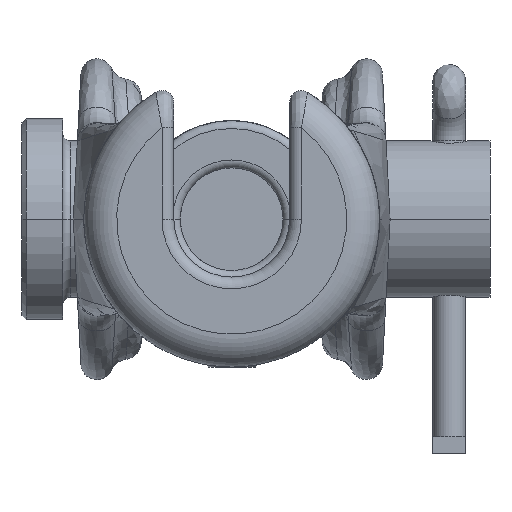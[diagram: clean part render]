
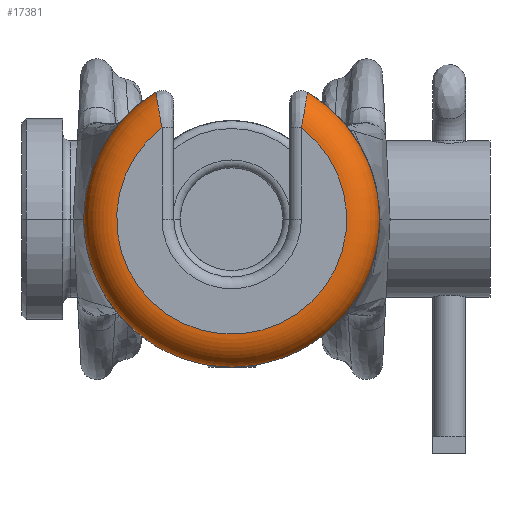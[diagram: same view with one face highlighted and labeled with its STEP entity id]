
A CAD part, front view. The second image highlights one B-rep face of the part: STEP entity #17381.
In plain terms, the highlighted toroidal (fillet/blend) face has major radius 22.225 mm and minor radius 6.35 mm.
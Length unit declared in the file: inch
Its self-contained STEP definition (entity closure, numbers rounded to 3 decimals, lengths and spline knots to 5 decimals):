
#2737=CARTESIAN_POINT('',(0.57609,-6.47,
0.96631));
#2738=CARTESIAN_POINT('',(0.57609,-6.48781,
0.9663));
#2739=CARTESIAN_POINT('',(0.57549,-6.52358,
0.9622));
#2740=CARTESIAN_POINT('',(0.57279,-6.575,
0.94386));
#2741=CARTESIAN_POINT('',(0.56822,-6.62231,
0.91355));
#2742=CARTESIAN_POINT('',(0.56169,-6.663,
0.87204));
#2743=CARTESIAN_POINT('',(0.55314,-6.69478,
0.82048));
#2744=CARTESIAN_POINT('',(0.54256,-6.71523,
0.76087));
#2745=CARTESIAN_POINT('',(0.53435,-6.72,
0.71796));
#2746=CARTESIAN_POINT('',(0.53,-6.72,0.69622));
#2751=CARTESIAN_POINT('',(0.,-6.47,0.));
#2752=DIRECTION('',(0.,1.,0.));
#2753=DIRECTION('',(0.512,0.,0.859));
#2754=AXIS2_PLACEMENT_3D('',#2751,#2752,#2753);
#2759=CARTESIAN_POINT('',(-0.53,-6.72,0.69622));
#2760=CARTESIAN_POINT('',(-0.53435,-6.72,
0.71796));
#2761=CARTESIAN_POINT('',(-0.54256,-6.71523,
0.76087));
#2762=CARTESIAN_POINT('',(-0.55314,-6.69478,
0.82048));
#2763=CARTESIAN_POINT('',(-0.56169,-6.663,
0.87204));
#2764=CARTESIAN_POINT('',(-0.56822,-6.62231,
0.91355));
#2765=CARTESIAN_POINT('',(-0.57279,-6.575,
0.94386));
#2766=CARTESIAN_POINT('',(-0.57549,-6.52358,
0.9622));
#2767=CARTESIAN_POINT('',(-0.57609,-6.48781,
0.9663));
#2768=CARTESIAN_POINT('',(-0.57609,-6.47,
0.96631));
#2773=CARTESIAN_POINT('',(0.,-6.72,0.));
#2774=DIRECTION('',(0.,-1.,0.));
#2775=DIRECTION('',(-0.606,0.,0.796));
#2776=AXIS2_PLACEMENT_3D('',#2773,#2774,#2775);
#15227=CARTESIAN_POINT('',(0.57609,-6.47,
0.96631));
#15228=VERTEX_POINT('',#15227);
#15231=VERTEX_POINT('',#2746);
#15241=CARTESIAN_POINT('',(-0.53,-6.72,0.69622));
#15242=VERTEX_POINT('',#15241);
#15245=VERTEX_POINT('',#2768);
#17368=CARTESIAN_POINT('',(0.,-6.47,0.));
#17369=DIRECTION('',(0.,1.,0.));
#17370=DIRECTION('',(-1.,0.,0.019));
#17371=AXIS2_PLACEMENT_3D('',#17368,#17369,#17370);
#17372=TOROIDAL_SURFACE('',#17371,0.875,0.25);
#17373=ORIENTED_EDGE('',*,*,#17358,.F.);
#17374=ORIENTED_EDGE('',*,*,#16580,.T.);
#17376=ORIENTED_EDGE('',*,*,#17375,.F.);
#17378=ORIENTED_EDGE('',*,*,#17377,.T.);
#17379=EDGE_LOOP('',(#17373,#17374,#17376,#17378));
#17380=FACE_OUTER_BOUND('',#17379,.F.);
#2747=B_SPLINE_CURVE_WITH_KNOTS('',3,(#2737,#2738,#2739,#2740,#2741,#2742,#2743,
#2744,#2745,#2746),.UNSPECIFIED.,.F.,.F.,(4,1,1,1,1,1,1,4),(0.,
0.14286,0.28571,0.42857,0.57143,
0.71429,0.85714,1.),.UNSPECIFIED.);
#2755=CIRCLE('',#2754,1.125);
#2769=B_SPLINE_CURVE_WITH_KNOTS('',3,(#2759,#2760,#2761,#2762,#2763,#2764,#2765,
#2766,#2767,#2768),.UNSPECIFIED.,.F.,.F.,(4,1,1,1,1,1,1,4),(0.,
0.14286,0.28571,0.42857,0.57143,
0.71429,0.85714,1.),.UNSPECIFIED.);
#2777=CIRCLE('',#2776,0.875);
#16580=EDGE_CURVE('',#15228,#15245,#2755,.T.);
#17358=EDGE_CURVE('',#15228,#15231,#2747,.T.);
#17375=EDGE_CURVE('',#15242,#15245,#2769,.T.);
#17377=EDGE_CURVE('',#15242,#15231,#2777,.T.);
#17381=ADVANCED_FACE('',(#17380),#17372,.T.);
